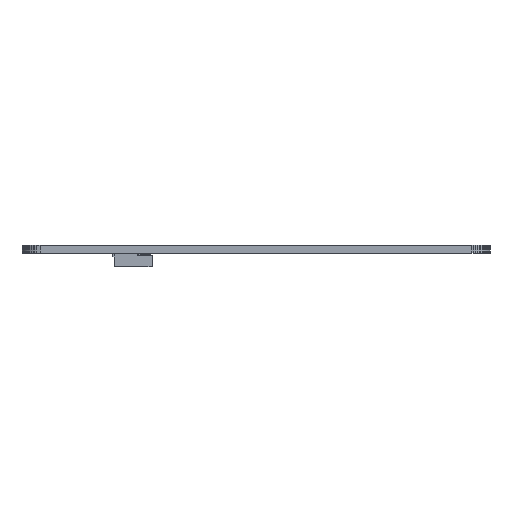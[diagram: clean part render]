
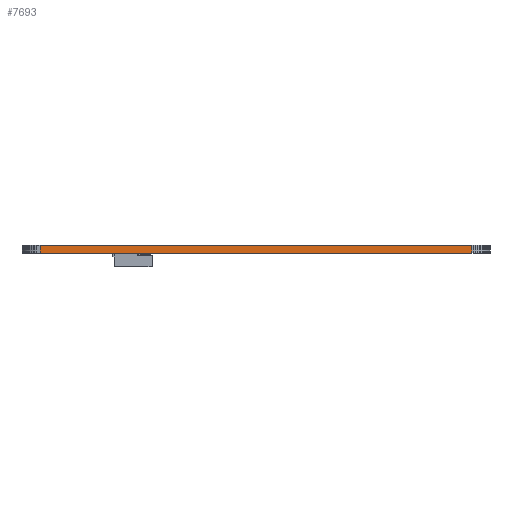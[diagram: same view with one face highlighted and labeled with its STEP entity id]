
A CAD part, front view. The second image highlights one B-rep face of the part: STEP entity #7693.
In plain terms, the highlighted planar face has unit normal (0, -1, 0).
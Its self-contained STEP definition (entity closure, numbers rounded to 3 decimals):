
#5307 = VERTEX_POINT('',#5308);
#5308 = CARTESIAN_POINT('',(103.731,-143.466,0.));
#5314 = EDGE_CURVE('',#5315,#5307,#5317,.T.);
#5315 = VERTEX_POINT('',#5316);
#5316 = CARTESIAN_POINT('',(190.477,-143.466,0.));
#5317 = LINE('',#5318,#5319);
#5318 = CARTESIAN_POINT('',(190.477,-143.466,0.));
#5319 = VECTOR('',#5320,1.);
#5320 = DIRECTION('',(-1.,0.,0.));
#6052 = VERTEX_POINT('',#6053);
#6053 = CARTESIAN_POINT('',(103.731,-143.466,1.6));
#6059 = EDGE_CURVE('',#6060,#6052,#6062,.T.);
#6060 = VERTEX_POINT('',#6061);
#6061 = CARTESIAN_POINT('',(190.477,-143.466,1.6));
#6062 = LINE('',#6063,#6064);
#6063 = CARTESIAN_POINT('',(190.477,-143.466,1.6));
#6064 = VECTOR('',#6065,1.);
#6065 = DIRECTION('',(-1.,0.,0.));
#7665 = EDGE_CURVE('',#5315,#6060,#7666,.T.);
#7666 = LINE('',#7667,#7668);
#7667 = CARTESIAN_POINT('',(190.477,-143.466,0.));
#7668 = VECTOR('',#7669,1.);
#7669 = DIRECTION('',(0.,0.,1.));
#7693 = ADVANCED_FACE('',(#7694),#7705,.T.);
#7694 = FACE_BOUND('',#7695,.T.);
#7695 = EDGE_LOOP('',(#7696,#7697,#7698,#7704));
#7696 = ORIENTED_EDGE('',*,*,#7665,.T.);
#7697 = ORIENTED_EDGE('',*,*,#6059,.T.);
#7698 = ORIENTED_EDGE('',*,*,#7699,.F.);
#7699 = EDGE_CURVE('',#5307,#6052,#7700,.T.);
#7700 = LINE('',#7701,#7702);
#7701 = CARTESIAN_POINT('',(103.731,-143.466,0.));
#7702 = VECTOR('',#7703,1.);
#7703 = DIRECTION('',(0.,0.,1.));
#7704 = ORIENTED_EDGE('',*,*,#5314,.F.);
#7705 = PLANE('',#7706);
#7706 = AXIS2_PLACEMENT_3D('',#7707,#7708,#7709);
#7707 = CARTESIAN_POINT('',(190.477,-143.466,0.));
#7708 = DIRECTION('',(0.,-1.,0.));
#7709 = DIRECTION('',(-1.,0.,0.));
